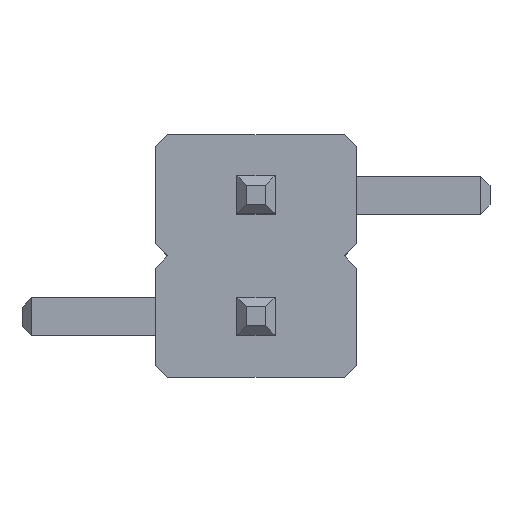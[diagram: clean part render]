
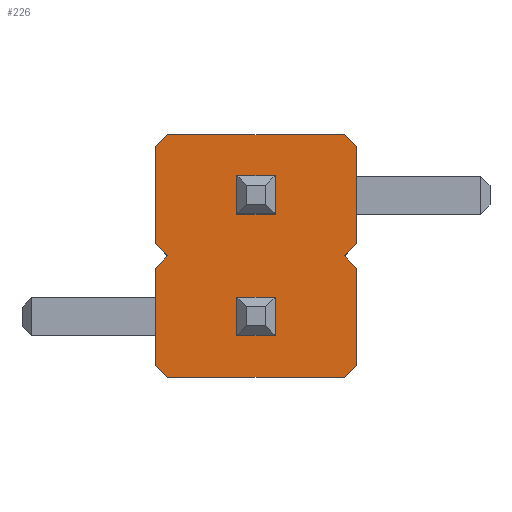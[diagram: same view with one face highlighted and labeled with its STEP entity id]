
A CAD part, top view. The second image highlights one B-rep face of the part: STEP entity #226.
In plain terms, the highlighted planar face has unit normal (0, 0, 1).
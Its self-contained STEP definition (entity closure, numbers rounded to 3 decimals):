
#24=VERTEX_POINT('',#25);
#25=CARTESIAN_POINT('',(-0.923,1.27,0.9));
#28=ORIENTED_EDGE('',*,*,#29,.T.);
#29=EDGE_CURVE('',#24,#30,#32,.T.);
#30=VERTEX_POINT('',#31);
#31=CARTESIAN_POINT('',(-1.05,1.143,0.9));
#32=LINE('',#25,#33);
#33=VECTOR('',#34,1.);
#34=DIRECTION('',(-0.707,-0.707,0.));
#45=DIRECTION('',(0.707,-0.707,0.));
#53=VERTEX_POINT('',#54);
#54=CARTESIAN_POINT('',(0.923,1.27,0.9));
#56=ORIENTED_EDGE('',*,*,#57,.T.);
#57=EDGE_CURVE('',#53,#24,#58,.T.);
#58=LINE('',#54,#59);
#59=VECTOR('',#60,1.);
#60=DIRECTION('',(-1.,0.,0.));
#67=DIRECTION('',(0.,-1.,0.));
#72=ORIENTED_EDGE('',*,*,#73,.T.);
#73=EDGE_CURVE('',#30,#74,#76,.T.);
#74=VERTEX_POINT('',#75);
#75=CARTESIAN_POINT('',(-1.05,0.127,0.9));
#76=LINE('',#31,#77);
#77=VECTOR('',#67,1.);
#88=DIRECTION('',(1.,0.,0.));
#100=VECTOR('',#45,1.);
#122=VECTOR('',#123,1.);
#123=DIRECTION('',(1.,0.,0.));
#154=VECTOR('',#88,1.);
#160=VECTOR('',#161,1.);
#161=DIRECTION('',(0.707,0.707,0.));
#167=VECTOR('',#168,1.);
#168=DIRECTION('',(0.,1.,0.));
#174=VECTOR('',#175,1.);
#175=DIRECTION('',(-0.707,0.707,0.));
#197=VECTOR('',#198,1.);
#198=DIRECTION('',(-1.,0.,0.));
#225=DIRECTION('',(0.,0.,1.));
#226=ADVANCED_FACE('',(#227,#282,#308),#334,.T.);
#227=FACE_BOUND('',#228,.T.);
#228=EDGE_LOOP('',(#28,#72,#229,#234,#239,#244,#249,#254,#259,#264,#269,#274,#279,#56));
#229=ORIENTED_EDGE('',*,*,#230,.T.);
#230=EDGE_CURVE('',#74,#231,#233,.T.);
#231=VERTEX_POINT('',#232);
#232=CARTESIAN_POINT('',(-0.923,0.,0.9));
#233=LINE('',#75,#100);
#234=ORIENTED_EDGE('',*,*,#235,.T.);
#235=EDGE_CURVE('',#231,#236,#238,.T.);
#236=VERTEX_POINT('',#237);
#237=CARTESIAN_POINT('',(-1.05,-0.127,0.9));
#238=LINE('',#232,#33);
#239=ORIENTED_EDGE('',*,*,#240,.T.);
#240=EDGE_CURVE('',#236,#241,#243,.T.);
#241=VERTEX_POINT('',#242);
#242=CARTESIAN_POINT('',(-1.05,-1.143,0.9));
#243=LINE('',#237,#77);
#244=ORIENTED_EDGE('',*,*,#245,.T.);
#245=EDGE_CURVE('',#241,#246,#248,.T.);
#246=VERTEX_POINT('',#247);
#247=CARTESIAN_POINT('',(-0.923,-1.27,0.9));
#248=LINE('',#242,#100);
#249=ORIENTED_EDGE('',*,*,#250,.T.);
#250=EDGE_CURVE('',#246,#251,#253,.T.);
#251=VERTEX_POINT('',#252);
#252=CARTESIAN_POINT('',(0.923,-1.27,0.9));
#253=LINE('',#247,#154);
#254=ORIENTED_EDGE('',*,*,#255,.T.);
#255=EDGE_CURVE('',#251,#256,#258,.T.);
#256=VERTEX_POINT('',#257);
#257=CARTESIAN_POINT('',(1.05,-1.143,0.9));
#258=LINE('',#252,#160);
#259=ORIENTED_EDGE('',*,*,#260,.T.);
#260=EDGE_CURVE('',#256,#261,#263,.T.);
#261=VERTEX_POINT('',#262);
#262=CARTESIAN_POINT('',(1.05,-0.127,0.9));
#263=LINE('',#257,#167);
#264=ORIENTED_EDGE('',*,*,#265,.T.);
#265=EDGE_CURVE('',#261,#266,#268,.T.);
#266=VERTEX_POINT('',#267);
#267=CARTESIAN_POINT('',(0.923,0.,0.9));
#268=LINE('',#262,#174);
#269=ORIENTED_EDGE('',*,*,#270,.T.);
#270=EDGE_CURVE('',#266,#271,#273,.T.);
#271=VERTEX_POINT('',#272);
#272=CARTESIAN_POINT('',(1.05,0.127,0.9));
#273=LINE('',#267,#160);
#274=ORIENTED_EDGE('',*,*,#275,.T.);
#275=EDGE_CURVE('',#271,#276,#278,.T.);
#276=VERTEX_POINT('',#277);
#277=CARTESIAN_POINT('',(1.05,1.143,0.9));
#278=LINE('',#272,#167);
#279=ORIENTED_EDGE('',*,*,#280,.T.);
#280=EDGE_CURVE('',#276,#53,#281,.T.);
#281=LINE('',#277,#174);
#282=FACE_BOUND('',#283,.T.);
#283=EDGE_LOOP('',(#284,#292,#298,#304));
#284=ORIENTED_EDGE('',*,*,#285,.F.);
#285=EDGE_CURVE('',#286,#288,#290,.T.);
#286=VERTEX_POINT('',#287);
#287=CARTESIAN_POINT('',(0.2,0.435,0.9));
#288=VERTEX_POINT('',#289);
#289=CARTESIAN_POINT('',(0.2,0.835,0.9));
#290=LINE('',#291,#167);
#291=CARTESIAN_POINT('',(0.2,0.418,0.9));
#292=ORIENTED_EDGE('',*,*,#293,.T.);
#293=EDGE_CURVE('',#286,#294,#296,.T.);
#294=VERTEX_POINT('',#295);
#295=CARTESIAN_POINT('',(-0.2,0.435,0.9));
#296=LINE('',#297,#197);
#297=CARTESIAN_POINT('',(0.262,0.435,0.9));
#298=ORIENTED_EDGE('',*,*,#299,.F.);
#299=EDGE_CURVE('',#300,#294,#302,.T.);
#300=VERTEX_POINT('',#301);
#301=CARTESIAN_POINT('',(-0.2,0.835,0.9));
#302=LINE('',#303,#77);
#303=CARTESIAN_POINT('',(-0.2,0.418,0.9));
#304=ORIENTED_EDGE('',*,*,#305,.F.);
#305=EDGE_CURVE('',#288,#300,#306,.T.);
#306=LINE('',#307,#197);
#307=CARTESIAN_POINT('',(0.262,0.835,0.9));
#308=FACE_BOUND('',#309,.T.);
#309=EDGE_LOOP('',(#310,#318,#324,#330));
#310=ORIENTED_EDGE('',*,*,#311,.F.);
#311=EDGE_CURVE('',#312,#314,#316,.T.);
#312=VERTEX_POINT('',#313);
#313=CARTESIAN_POINT('',(-0.2,-0.835,0.9));
#314=VERTEX_POINT('',#315);
#315=CARTESIAN_POINT('',(0.2,-0.835,0.9));
#316=LINE('',#317,#122);
#317=CARTESIAN_POINT('',(-0.262,-0.835,0.9));
#318=ORIENTED_EDGE('',*,*,#319,.T.);
#319=EDGE_CURVE('',#312,#320,#322,.T.);
#320=VERTEX_POINT('',#321);
#321=CARTESIAN_POINT('',(-0.2,-0.435,0.9));
#322=LINE('',#323,#167);
#323=CARTESIAN_POINT('',(-0.2,-0.218,0.9));
#324=ORIENTED_EDGE('',*,*,#325,.T.);
#325=EDGE_CURVE('',#320,#326,#328,.T.);
#326=VERTEX_POINT('',#327);
#327=CARTESIAN_POINT('',(0.2,-0.435,0.9));
#328=LINE('',#329,#122);
#329=CARTESIAN_POINT('',(-0.262,-0.435,0.9));
#330=ORIENTED_EDGE('',*,*,#331,.T.);
#331=EDGE_CURVE('',#326,#314,#332,.T.);
#332=LINE('',#333,#77);
#333=CARTESIAN_POINT('',(0.2,-0.218,0.9));
#334=PLANE('',#335);
#335=AXIS2_PLACEMENT_3D('',#336,#225,#123);
#336=CARTESIAN_POINT('',(0.,0.,0.9));
